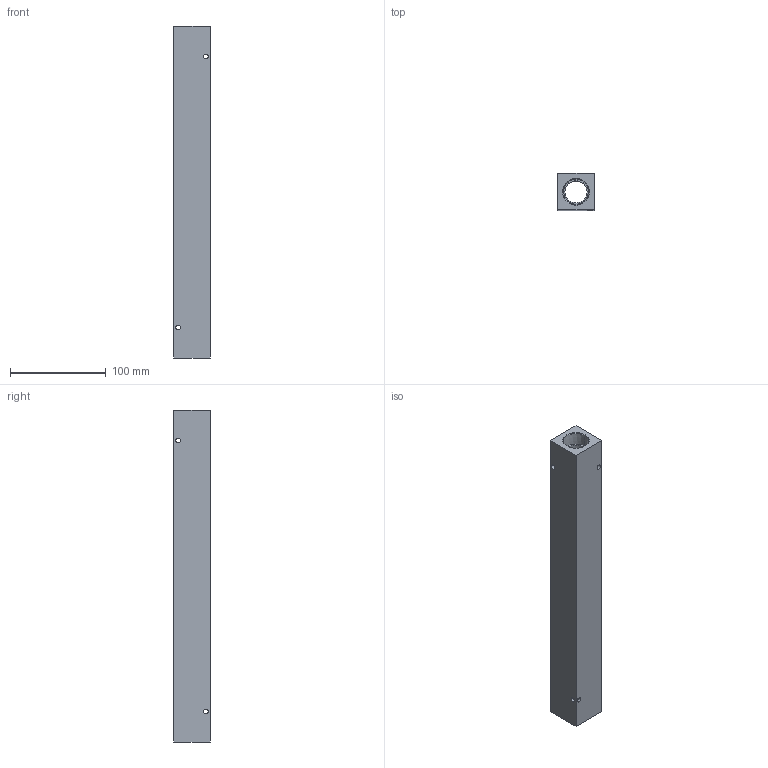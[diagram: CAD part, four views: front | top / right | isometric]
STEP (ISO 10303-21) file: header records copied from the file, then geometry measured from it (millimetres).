
FILE_DESCRIPTION (( 'STEP AP203' ), '1' );
FILE_NAME ('MRA-10FD.step', '2015-12-02T21:11:25', ( '' ), ( '' ), 'SwSTEP 2.0', 'SolidWorks 2015', '' );
FILE_SCHEMA (( 'CONFIG_CONTROL_DESIGN' ));
Length unit declared in the file: inch
Products named in the file (1): MRA-10FD
Bounding box: 38.1 x 38.1 x 346.07 mm (x, y, z)
Volume: 333021.8 mm3; surface area: 82187.2 mm2
Topology: 1 solids, 1 shells, 94 faces, 246 edges, 152 vertices
Faces by surface type: cone 48, plane 28, cylinder 18
Entity records: 3621 total; most frequent: CARTESIAN_POINT 1221, ORIENTED_EDGE 492, DIRECTION 472, EDGE_CURVE 246, AXIS2_PLACEMENT_3D 187, VERTEX_POINT 152, EDGE_LOOP 126, VECTOR 98
